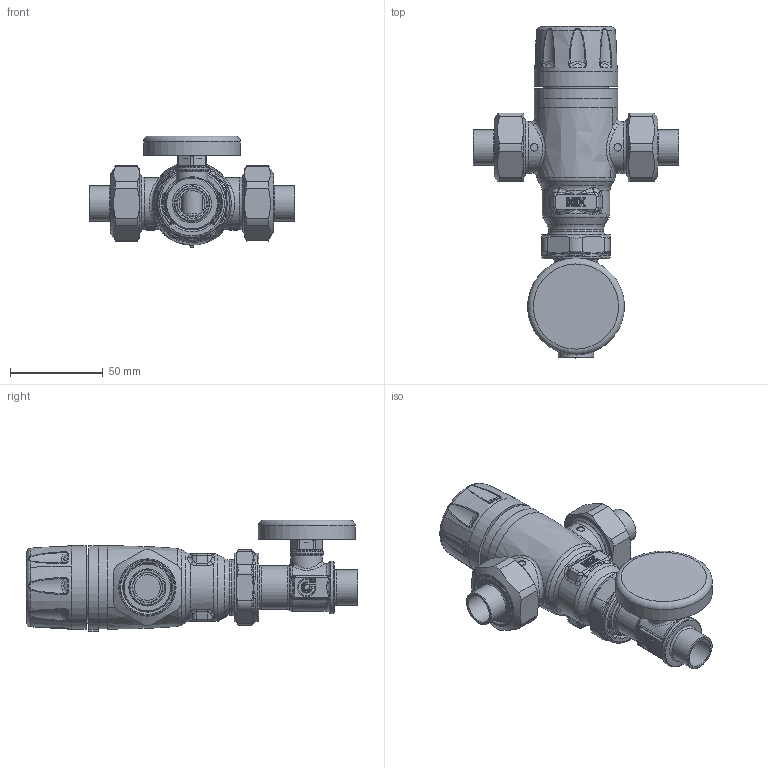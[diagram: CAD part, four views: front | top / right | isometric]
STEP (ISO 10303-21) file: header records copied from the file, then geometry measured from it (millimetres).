
FILE_DESCRIPTION(/* description */ (''),/* implementation_level */ '2;1');
FILE_NAME(/* name */ '521419A.stp',/* time_stamp */ '2025-06-12T13:15:32-05:00',/* author */ ('ischreiner'),/* organization */ (''),/* preprocessor_version */ 'ST-DEVELOPER v20',/* originating_system */ 'Autodesk Inventor 2024',/* authorisation */ '');
FILE_SCHEMA (('AUTOMOTIVE_DESIGN { 1 0 10303 214 3 1 1 }'));
Products named in the file (9): 521419A; 521101A; NA10002; F61008 - 1 inch union nut; F0000698 1 inch slip nut; F0002467 probe asm 0.5 inch; NA10319; F0002386 drywell tin plated; NA11031 Temp Gauge
Assembly tree (10 placements, depth 3):
  521419A
    521101A
    NA10002  x2
    F61008 - 1 inch union nut  x2
    F0000698 1 inch slip nut
    F0002467 probe asm 0.5 inch
      NA10319
      F0002386 drywell tin plated
    NA11031 Temp Gauge
Bounding box: 111.1 x 179.25 x 60.38 mm (x, y, z)
Volume: 253096.7 mm3; surface area: 61074.7 mm2
Topology: 9 solids, 9 shells, 1733 faces, 4010 edges, 2185 vertices
Faces by surface type: bspline 639, cylinder 529, plane 273, sphere 106, cone 95, torus 91
Full cylindrical faces by diameter (mm): 2 x1, 4 x2, 8 x1, 9 x1, 9.017 x1, 10.008 x1, 11.176 x1, 11.227 x1, 11.43 x1, 11.5 x1, 12.954 x1, 13.5 x1, 13.6 x1, 13.97 x2, 14 x1, 15.24 x1, 15.875 x1, 15.977 x2, 16 x1, 17 x1, 18 x1, 19 x2, 19.05 x2, 23.5 x1, 24 x1, 26.162 x2, 26.924 x2, 27.7 x1, 28 x2, 28.5 x1
Entity records: 104494 total; most frequent: CARTESIAN_POINT 68305, ORIENTED_EDGE 7528, DIRECTION 6835, EDGE_CURVE 3764, AXIS2_PLACEMENT_3D 2873, VERTEX_POINT 2128, EDGE_LOOP 1752, FACE_OUTER_BOUND 1696
